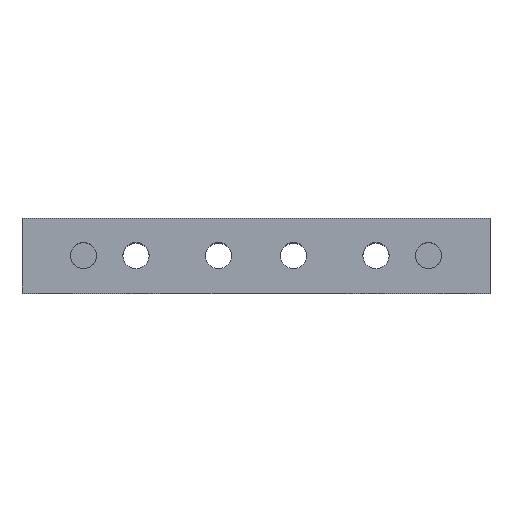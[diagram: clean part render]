
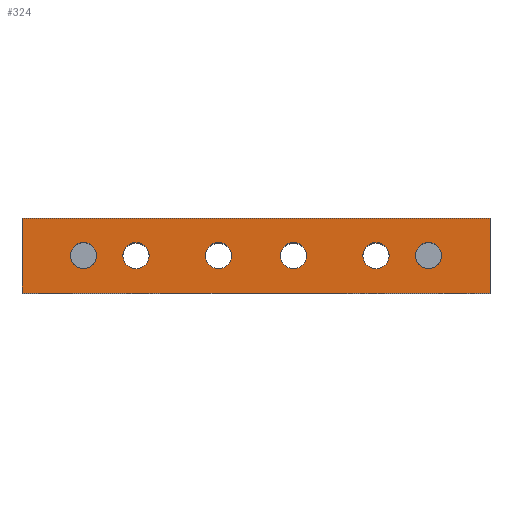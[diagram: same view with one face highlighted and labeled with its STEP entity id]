
A CAD part, top view. The second image highlights one B-rep face of the part: STEP entity #324.
In plain terms, the highlighted planar face has unit normal (0, 0, 1).
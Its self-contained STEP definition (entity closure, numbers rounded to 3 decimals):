
#17 = CARTESIAN_POINT ( 'NONE',  ( -23., 5., 31.2 ) ) ;
#95 = CIRCLE ( 'NONE', #3952, 1.75 ) ;
#108 = VECTOR ( 'NONE', #2977, 1000. ) ;
#160 = DIRECTION ( 'NONE',  ( 0., 0., 1. ) ) ;
#190 = CIRCLE ( 'NONE', #2939, 1.75 ) ;
#236 = ORIENTED_EDGE ( 'NONE', *, *, #1183, .F. ) ;
#305 = ORIENTED_EDGE ( 'NONE', *, *, #2137, .F. ) ;
#324 = ADVANCED_FACE ( 'NONE', ( #1801, #469, #1409, #2355, #3990, #3052, #778 ), #715, .F. ) ;
#372 = EDGE_CURVE ( 'NONE', #3999, #3545, #1478, .T. ) ;
#381 = EDGE_CURVE ( 'NONE', #3711, #2634, #1843, .T. ) ;
#387 = DIRECTION ( 'NONE',  ( -1., 0., 0. ) ) ;
#425 = EDGE_LOOP ( 'NONE', ( #3903, #582 ) ) ;
#442 = CIRCLE ( 'NONE', #1214, 1.75 ) ;
#451 = LINE ( 'NONE', #3383, #108 ) ;
#455 = AXIS2_PLACEMENT_3D ( 'NONE', #3141, #2845, #539 ) ;
#469 = FACE_BOUND ( 'NONE', #3606, .T. ) ;
#519 = CARTESIAN_POINT ( 'NONE',  ( -31.2, 0., 31.2 ) ) ;
#528 = ORIENTED_EDGE ( 'NONE', *, *, #2830, .F. ) ;
#539 = DIRECTION ( 'NONE',  ( 1., 0., 0. ) ) ;
#548 = CARTESIAN_POINT ( 'NONE',  ( 23., 5., 31.2 ) ) ;
#582 = ORIENTED_EDGE ( 'NONE', *, *, #1805, .F. ) ;
#603 = DIRECTION ( 'NONE',  ( -1., 0., 0. ) ) ;
#631 = DIRECTION ( 'NONE',  ( -1., 0., 0. ) ) ;
#674 = CIRCLE ( 'NONE', #2402, 1.75 ) ;
#711 = DIRECTION ( 'NONE',  ( 1., 0., 0. ) ) ;
#715 = PLANE ( 'NONE',  #2160 ) ;
#777 = ORIENTED_EDGE ( 'NONE', *, *, #2645, .T. ) ;
#778 = FACE_OUTER_BOUND ( 'NONE', #2762, .T. ) ;
#783 = DIRECTION ( 'NONE',  ( 1., 0., 0. ) ) ;
#824 = VERTEX_POINT ( 'NONE', #1226 ) ;
#841 = CARTESIAN_POINT ( 'NONE',  ( 24.75, 5., 31.2 ) ) ;
#879 = VERTEX_POINT ( 'NONE', #1816 ) ;
#933 = EDGE_CURVE ( 'NONE', #958, #3909, #3120, .T. ) ;
#945 = CARTESIAN_POINT ( 'NONE',  ( -23., 5., 31.2 ) ) ;
#956 = DIRECTION ( 'NONE',  ( -1., 0., 0. ) ) ;
#958 = VERTEX_POINT ( 'NONE', #2034 ) ;
#965 = VECTOR ( 'NONE', #783, 1000. ) ;
#1039 = ORIENTED_EDGE ( 'NONE', *, *, #3426, .F. ) ;
#1111 = VERTEX_POINT ( 'NONE', #1415 ) ;
#1145 = CARTESIAN_POINT ( 'NONE',  ( 31.2, 10., 31.2 ) ) ;
#1154 = EDGE_CURVE ( 'NONE', #824, #1697, #2379, .T. ) ;
#1183 = EDGE_CURVE ( 'NONE', #2001, #2026, #95, .T. ) ;
#1200 = EDGE_CURVE ( 'NONE', #1971, #2634, #1925, .T. ) ;
#1214 = AXIS2_PLACEMENT_3D ( 'NONE', #3404, #2785, #3365 ) ;
#1222 = DIRECTION ( 'NONE',  ( 1., 0., 0. ) ) ;
#1226 = CARTESIAN_POINT ( 'NONE',  ( -14.25, 5., 31.2 ) ) ;
#1282 = AXIS2_PLACEMENT_3D ( 'NONE', #2449, #1391, #2091 ) ;
#1327 = ORIENTED_EDGE ( 'NONE', *, *, #1504, .F. ) ;
#1338 = DIRECTION ( 'NONE',  ( 0., 0., 1. ) ) ;
#1383 = ORIENTED_EDGE ( 'NONE', *, *, #1200, .T. ) ;
#1391 = DIRECTION ( 'NONE',  ( 0., 0., 1. ) ) ;
#1409 = FACE_BOUND ( 'NONE', #3891, .T. ) ;
#1415 = CARTESIAN_POINT ( 'NONE',  ( -31.2, 10., 31.2 ) ) ;
#1470 = ORIENTED_EDGE ( 'NONE', *, *, #3610, .F. ) ;
#1478 = CIRCLE ( 'NONE', #3602, 1.75 ) ;
#1504 = EDGE_CURVE ( 'NONE', #3545, #3999, #3121, .T. ) ;
#1516 = EDGE_CURVE ( 'NONE', #2020, #3163, #442, .T. ) ;
#1562 = DIRECTION ( 'NONE',  ( 0., 0., 1. ) ) ;
#1563 = AXIS2_PLACEMENT_3D ( 'NONE', #17, #2352, #711 ) ;
#1632 = CARTESIAN_POINT ( 'NONE',  ( 23., 5., 31.2 ) ) ;
#1656 = ORIENTED_EDGE ( 'NONE', *, *, #1154, .F. ) ;
#1665 = ORIENTED_EDGE ( 'NONE', *, *, #4107, .F. ) ;
#1697 = VERTEX_POINT ( 'NONE', #3115 ) ;
#1801 = FACE_BOUND ( 'NONE', #4230, .T. ) ;
#1805 = EDGE_CURVE ( 'NONE', #3163, #2020, #2173, .T. ) ;
#1816 = CARTESIAN_POINT ( 'NONE',  ( 21.25, 5., 31.2 ) ) ;
#1817 = CARTESIAN_POINT ( 'NONE',  ( 6.75, 5., 31.2 ) ) ;
#1843 = LINE ( 'NONE', #3139, #4220 ) ;
#1858 = ORIENTED_EDGE ( 'NONE', *, *, #381, .F. ) ;
#1876 = LINE ( 'NONE', #2902, #965 ) ;
#1905 = DIRECTION ( 'NONE',  ( 0., 0., 1. ) ) ;
#1925 = LINE ( 'NONE', #519, #2031 ) ;
#1971 = VERTEX_POINT ( 'NONE', #3135 ) ;
#2001 = VERTEX_POINT ( 'NONE', #3837 ) ;
#2020 = VERTEX_POINT ( 'NONE', #1817 ) ;
#2026 = VERTEX_POINT ( 'NONE', #2822 ) ;
#2028 = CARTESIAN_POINT ( 'NONE',  ( -31.2, 10., 31.2 ) ) ;
#2031 = VECTOR ( 'NONE', #2893, 1000. ) ;
#2034 = CARTESIAN_POINT ( 'NONE',  ( 17.75, 5., 31.2 ) ) ;
#2090 = DIRECTION ( 'NONE',  ( 1., 0., 0. ) ) ;
#2091 = DIRECTION ( 'NONE',  ( 1., 0., 0. ) ) ;
#2134 = CARTESIAN_POINT ( 'NONE',  ( 3.25, 5., 31.2 ) ) ;
#2137 = EDGE_CURVE ( 'NONE', #3909, #958, #2177, .T. ) ;
#2160 = AXIS2_PLACEMENT_3D ( 'NONE', #2028, #3689, #387 ) ;
#2161 = CARTESIAN_POINT ( 'NONE',  ( -16., 5., 31.2 ) ) ;
#2173 = CIRCLE ( 'NONE', #4096, 1.75 ) ;
#2177 = CIRCLE ( 'NONE', #3126, 1.75 ) ;
#2229 = CARTESIAN_POINT ( 'NONE',  ( 16., 5., 31.2 ) ) ;
#2352 = DIRECTION ( 'NONE',  ( 0., 0., 1. ) ) ;
#2355 = FACE_BOUND ( 'NONE', #425, .T. ) ;
#2379 = CIRCLE ( 'NONE', #3402, 1.75 ) ;
#2402 = AXIS2_PLACEMENT_3D ( 'NONE', #1632, #1338, #2651 ) ;
#2449 = CARTESIAN_POINT ( 'NONE',  ( -5., 5., 31.2 ) ) ;
#2468 = CIRCLE ( 'NONE', #1563, 1.75 ) ;
#2634 = VERTEX_POINT ( 'NONE', #4097 ) ;
#2645 = EDGE_CURVE ( 'NONE', #1111, #1971, #451, .T. ) ;
#2651 = DIRECTION ( 'NONE',  ( -1., 0., 0. ) ) ;
#2668 = CARTESIAN_POINT ( 'NONE',  ( 14.25, 5., 31.2 ) ) ;
#2677 = EDGE_LOOP ( 'NONE', ( #1656, #528 ) ) ;
#2690 = CARTESIAN_POINT ( 'NONE',  ( -6.75, 5., 31.2 ) ) ;
#2743 = CARTESIAN_POINT ( 'NONE',  ( -5., 5., 31.2 ) ) ;
#2762 = EDGE_LOOP ( 'NONE', ( #1383, #1858, #1665, #777 ) ) ;
#2785 = DIRECTION ( 'NONE',  ( 0., 0., 1. ) ) ;
#2822 = CARTESIAN_POINT ( 'NONE',  ( -24.75, 5., 31.2 ) ) ;
#2830 = EDGE_CURVE ( 'NONE', #1697, #824, #3898, .T. ) ;
#2845 = DIRECTION ( 'NONE',  ( 0., 0., 1. ) ) ;
#2856 = ORIENTED_EDGE ( 'NONE', *, *, #2973, .F. ) ;
#2893 = DIRECTION ( 'NONE',  ( 1., 0., 0. ) ) ;
#2902 = CARTESIAN_POINT ( 'NONE',  ( -31.2, 10., 31.2 ) ) ;
#2939 = AXIS2_PLACEMENT_3D ( 'NONE', #548, #160, #4172 ) ;
#2958 = CARTESIAN_POINT ( 'NONE',  ( 16., 5., 31.2 ) ) ;
#2973 = EDGE_CURVE ( 'NONE', #2026, #2001, #2468, .T. ) ;
#2977 = DIRECTION ( 'NONE',  ( 0., -1., 0. ) ) ;
#3052 = FACE_BOUND ( 'NONE', #4014, .T. ) ;
#3115 = CARTESIAN_POINT ( 'NONE',  ( -17.75, 5., 31.2 ) ) ;
#3120 = CIRCLE ( 'NONE', #3539, 1.75 ) ;
#3121 = CIRCLE ( 'NONE', #1282, 1.75 ) ;
#3126 = AXIS2_PLACEMENT_3D ( 'NONE', #2229, #4232, #956 ) ;
#3135 = CARTESIAN_POINT ( 'NONE',  ( -31.2, 0., 31.2 ) ) ;
#3139 = CARTESIAN_POINT ( 'NONE',  ( 31.2, 10., 31.2 ) ) ;
#3141 = CARTESIAN_POINT ( 'NONE',  ( -16., 5., 31.2 ) ) ;
#3163 = VERTEX_POINT ( 'NONE', #2134 ) ;
#3175 = DIRECTION ( 'NONE',  ( 0., -1., 0. ) ) ;
#3365 = DIRECTION ( 'NONE',  ( -1., 0., 0. ) ) ;
#3383 = CARTESIAN_POINT ( 'NONE',  ( -31.2, 10., 31.2 ) ) ;
#3402 = AXIS2_PLACEMENT_3D ( 'NONE', #2161, #1562, #1222 ) ;
#3404 = CARTESIAN_POINT ( 'NONE',  ( 5., 5., 31.2 ) ) ;
#3426 = EDGE_CURVE ( 'NONE', #3635, #879, #674, .T. ) ;
#3539 = AXIS2_PLACEMENT_3D ( 'NONE', #2958, #3969, #631 ) ;
#3545 = VERTEX_POINT ( 'NONE', #2690 ) ;
#3554 = DIRECTION ( 'NONE',  ( 0., 0., 1. ) ) ;
#3602 = AXIS2_PLACEMENT_3D ( 'NONE', #2743, #4054, #2090 ) ;
#3606 = EDGE_LOOP ( 'NONE', ( #3660, #1327 ) ) ;
#3610 = EDGE_CURVE ( 'NONE', #879, #3635, #190, .T. ) ;
#3635 = VERTEX_POINT ( 'NONE', #841 ) ;
#3660 = ORIENTED_EDGE ( 'NONE', *, *, #372, .F. ) ;
#3689 = DIRECTION ( 'NONE',  ( 0., 0., -1. ) ) ;
#3711 = VERTEX_POINT ( 'NONE', #1145 ) ;
#3791 = ORIENTED_EDGE ( 'NONE', *, *, #933, .F. ) ;
#3837 = CARTESIAN_POINT ( 'NONE',  ( -21.25, 5., 31.2 ) ) ;
#3882 = DIRECTION ( 'NONE',  ( 1., 0., 0. ) ) ;
#3891 = EDGE_LOOP ( 'NONE', ( #3791, #305 ) ) ;
#3898 = CIRCLE ( 'NONE', #455, 1.75 ) ;
#3903 = ORIENTED_EDGE ( 'NONE', *, *, #1516, .F. ) ;
#3909 = VERTEX_POINT ( 'NONE', #2668 ) ;
#3952 = AXIS2_PLACEMENT_3D ( 'NONE', #945, #1905, #3882 ) ;
#3969 = DIRECTION ( 'NONE',  ( 0., 0., 1. ) ) ;
#3971 = CARTESIAN_POINT ( 'NONE',  ( -3.25, 5., 31.2 ) ) ;
#3990 = FACE_BOUND ( 'NONE', #2677, .T. ) ;
#3999 = VERTEX_POINT ( 'NONE', #3971 ) ;
#4014 = EDGE_LOOP ( 'NONE', ( #1039, #1470 ) ) ;
#4054 = DIRECTION ( 'NONE',  ( 0., 0., 1. ) ) ;
#4096 = AXIS2_PLACEMENT_3D ( 'NONE', #4260, #3554, #603 ) ;
#4097 = CARTESIAN_POINT ( 'NONE',  ( 31.2, 0., 31.2 ) ) ;
#4107 = EDGE_CURVE ( 'NONE', #1111, #3711, #1876, .T. ) ;
#4172 = DIRECTION ( 'NONE',  ( -1., 0., 0. ) ) ;
#4220 = VECTOR ( 'NONE', #3175, 1000. ) ;
#4230 = EDGE_LOOP ( 'NONE', ( #236, #2856 ) ) ;
#4232 = DIRECTION ( 'NONE',  ( 0., 0., 1. ) ) ;
#4260 = CARTESIAN_POINT ( 'NONE',  ( 5., 5., 31.2 ) ) ;
